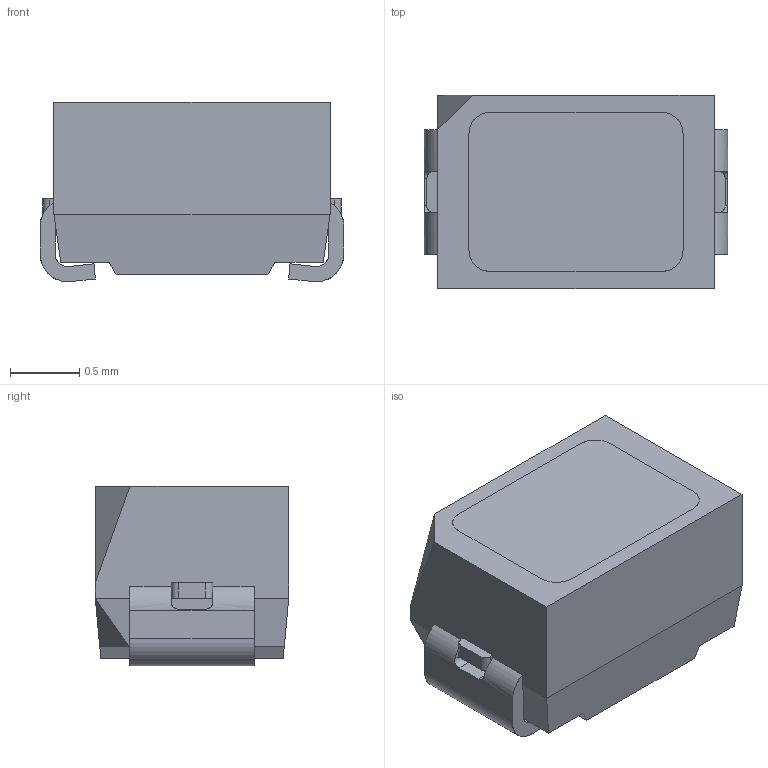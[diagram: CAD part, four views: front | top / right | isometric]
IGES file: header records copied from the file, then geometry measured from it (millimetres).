
Start section: SolidWorks IGES file using analytic representation for surfaces
Global section: file name: SE-KSE003275E NHSx046x 3D Data.IGS; native system: SolidWorks 2014; preprocessor: SolidWorks 2014; author: j40865; date: 190207.112614; units: millimetre
Bounding box: 2.2 x 1.4 x 1.3 mm (x, y, z)
Surface area: 20.5 mm2 (no closed solid volume)
Topology: 0 solids, 0 shells, 81 faces, 538 edges, 538 vertices
Faces by surface type: bspline 59, revolution 22
